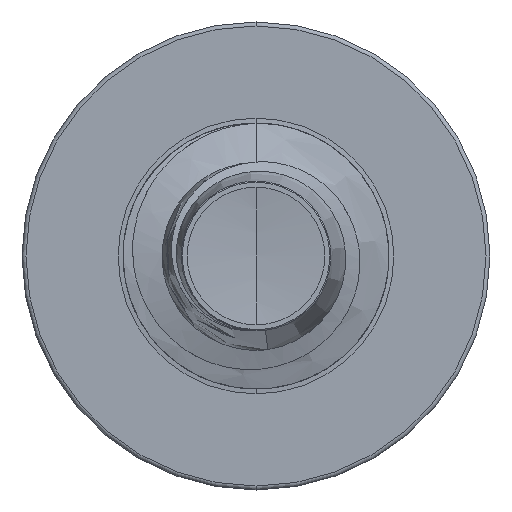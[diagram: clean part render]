
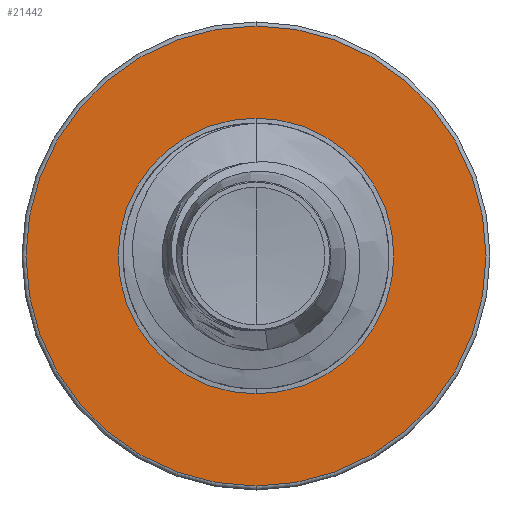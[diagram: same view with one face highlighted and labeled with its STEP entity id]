
A CAD part, front view. The second image highlights one B-rep face of the part: STEP entity #21442.
In plain terms, the highlighted planar face has unit normal (0, -1, 0).
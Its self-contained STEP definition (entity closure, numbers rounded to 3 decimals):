
#175 = EDGE_CURVE ( 'NONE', #23666, #17772, #24015, .T. ) ;
#1035 = EDGE_CURVE ( 'NONE', #2701, #25768, #10888, .T. ) ;
#2694 = AXIS2_PLACEMENT_3D ( 'NONE', #15841, #15812, #15809 ) ;
#2701 = VERTEX_POINT ( 'NONE', #11641 ) ;
#5104 = DIRECTION ( 'NONE',  ( 0., 0., 1. ) ) ;
#5144 = DIRECTION ( 'NONE',  ( 0., 1., 0. ) ) ;
#5179 = CARTESIAN_POINT ( 'NONE',  ( 0., 12.5, 0. ) ) ;
#5254 = EDGE_CURVE ( 'NONE', #25768, #2701, #15628, .T. ) ;
#5886 = PLANE ( 'NONE',  #19747 ) ;
#6031 = DIRECTION ( 'NONE',  ( 0., 1., 0. ) ) ;
#6595 = AXIS2_PLACEMENT_3D ( 'NONE', #18637, #6031, #20529 ) ;
#6694 = FACE_BOUND ( 'NONE', #22745, .T. ) ;
#8424 = DIRECTION ( 'NONE',  ( 0., 1., 0. ) ) ;
#10888 = CIRCLE ( 'NONE', #15423, 1.296 ) ;
#11563 = ORIENTED_EDGE ( 'NONE', *, *, #175, .F. ) ;
#11641 = CARTESIAN_POINT ( 'NONE',  ( 0., 12.5, -1.296 ) ) ;
#11850 = AXIS2_PLACEMENT_3D ( 'NONE', #5179, #5144, #5104 ) ;
#12752 = FACE_OUTER_BOUND ( 'NONE', #21325, .T. ) ;
#13007 = CARTESIAN_POINT ( 'NONE',  ( 0., 12.5, 1.296 ) ) ;
#13526 = DIRECTION ( 'NONE',  ( 0., 0., 1. ) ) ;
#13530 = DIRECTION ( 'NONE',  ( 0., 1., 0. ) ) ;
#13612 = CARTESIAN_POINT ( 'NONE',  ( 0., 12.5, 0. ) ) ;
#15190 = CARTESIAN_POINT ( 'NONE',  ( 0., 12.5, 2.163 ) ) ;
#15423 = AXIS2_PLACEMENT_3D ( 'NONE', #13612, #13530, #13526 ) ;
#15628 = CIRCLE ( 'NONE', #2694, 1.296 ) ;
#15669 = CARTESIAN_POINT ( 'NONE',  ( 0., 12.5, -2.162 ) ) ;
#15809 = DIRECTION ( 'NONE',  ( 0., 0., 1. ) ) ;
#15812 = DIRECTION ( 'NONE',  ( 0., 1., 0. ) ) ;
#15841 = CARTESIAN_POINT ( 'NONE',  ( 0., 12.5, 0. ) ) ;
#17772 = VERTEX_POINT ( 'NONE', #15190 ) ;
#18113 = EDGE_CURVE ( 'NONE', #17772, #23666, #24690, .T. ) ;
#18637 = CARTESIAN_POINT ( 'NONE',  ( 0., 12.5, 0. ) ) ;
#19747 = AXIS2_PLACEMENT_3D ( 'NONE', #25602, #8424, #22321 ) ;
#20529 = DIRECTION ( 'NONE',  ( 0., 0., 1. ) ) ;
#21260 = ORIENTED_EDGE ( 'NONE', *, *, #18113, .F. ) ;
#21325 = EDGE_LOOP ( 'NONE', ( #21260, #11563 ) ) ;
#21442 = ADVANCED_FACE ( 'NONE', ( #12752, #6694 ), #5886, .F. ) ;
#21865 = ORIENTED_EDGE ( 'NONE', *, *, #5254, .T. ) ;
#22321 = DIRECTION ( 'NONE',  ( 0., 0., 1. ) ) ;
#22745 = EDGE_LOOP ( 'NONE', ( #21865, #26262 ) ) ;
#23666 = VERTEX_POINT ( 'NONE', #15669 ) ;
#24015 = CIRCLE ( 'NONE', #11850, 2.163 ) ;
#24690 = CIRCLE ( 'NONE', #6595, 2.163 ) ;
#25602 = CARTESIAN_POINT ( 'NONE',  ( 0., 12.5, -1.296 ) ) ;
#25768 = VERTEX_POINT ( 'NONE', #13007 ) ;
#26262 = ORIENTED_EDGE ( 'NONE', *, *, #1035, .T. ) ;
